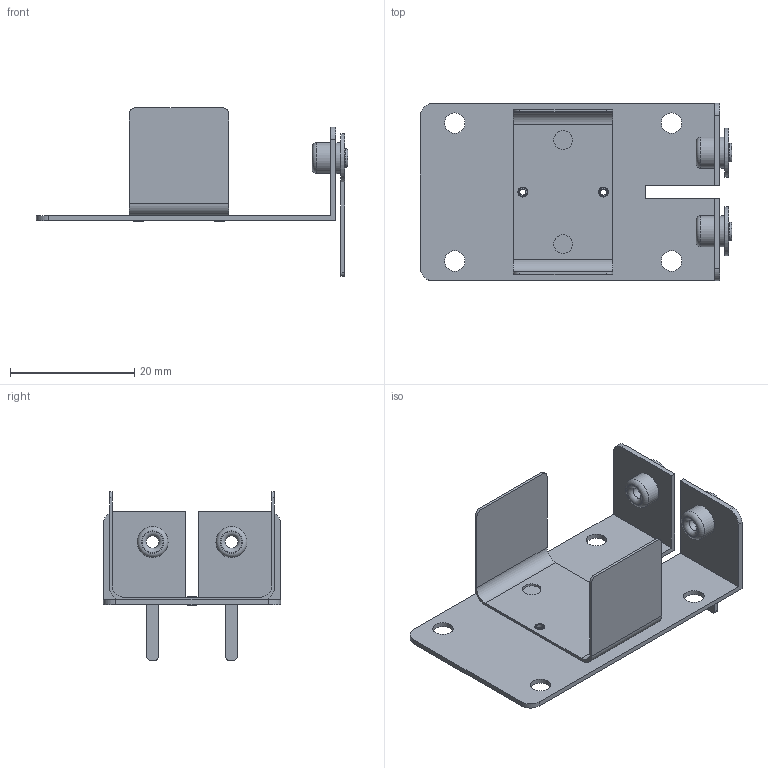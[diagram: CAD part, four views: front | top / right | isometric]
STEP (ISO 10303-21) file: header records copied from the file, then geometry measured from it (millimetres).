
FILE_DESCRIPTION(/* description */ (''),/* implementation_level */ '2;1');
FILE_NAME(/* name */ 'Battery-Keystone-1291-9v-Holder.step',/* time_stamp */ '2023-10-24T22:09:13+02:00',/* author */ (''),/* organization */ (''),/* preprocessor_version */ 'ST-DEVELOPER v20',/* originating_system */ 'Autodesk Translation Framework v12.14.0.127',/* authorisation */ '');
FILE_SCHEMA (('AUTOMOTIVE_DESIGN { 1 0 10303 214 3 1 1 }'));
Length unit declared in the file: millimetre
Products named in the file (4): Battery-Keystone-1291-9v-Holder; Base; Clip; Leads
Assembly tree (3 placements, depth 2):
  Battery-Keystone-1291-9v-Holder
    Base
    Clip
    Leads
Bounding box: 50.16 x 28.58 x 27.15 mm (x, y, z)
Volume: 1973 mm3; surface area: 6149.4 mm2
Topology: 8 solids, 8 shells, 100 faces, 234 edges, 156 vertices
Faces by surface type: plane 48, cylinder 42, torus 10
Full cylindrical faces by diameter (mm): 1 x6, 2 x6, 3 x4, 3.3 x4, 5 x4
Entity records: 3114 total; most frequent: DIRECTION 564, CARTESIAN_POINT 498, ORIENTED_EDGE 468, EDGE_CURVE 234, AXIS2_PLACEMENT_3D 222, VERTEX_POINT 156, EDGE_LOOP 142, LINE 120
